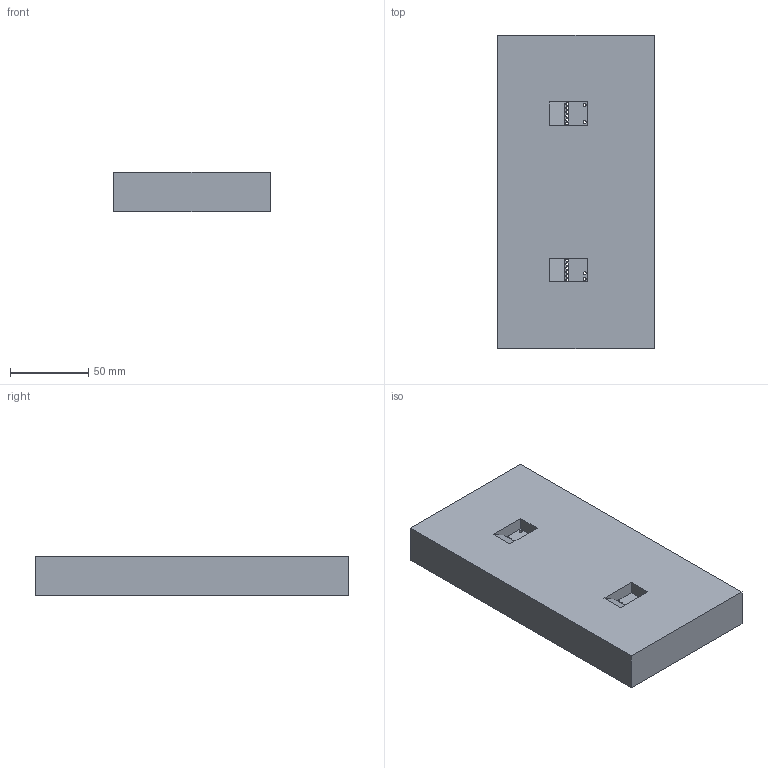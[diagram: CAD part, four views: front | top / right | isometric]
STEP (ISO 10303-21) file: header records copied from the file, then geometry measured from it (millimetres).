
FILE_DESCRIPTION(('FreeCAD Model'),'2;1');
FILE_NAME('Open CASCADE Shape Model','2025-04-16T14:48:14',(''),(''), 'Open CASCADE STEP processor 7.8','FreeCAD','Unknown');
FILE_SCHEMA(('AUTOMOTIVE_DESIGN { 1 0 10303 214 1 1 1 1 }'));
Length unit declared in the file: millimetre
Products named in the file (1): Pad001
Bounding box: 100 x 200 x 25 mm (x, y, z)
Volume: 494695.6 mm3; surface area: 57555.3 mm2
Topology: 1 solids, 1 shells, 34 faces, 90 edges, 60 vertices
Faces by surface type: plane 18, cylinder 16
Full cylindrical faces by diameter (mm): 2 x16
Entity records: 1152 total; most frequent: DIRECTION 192, CARTESIAN_POINT 185, ORIENTED_EDGE 180, EDGE_CURVE 90, FACE_BOUND 68, EDGE_LOOP 68, AXIS2_PLACEMENT_3D 67, VERTEX_POINT 60
